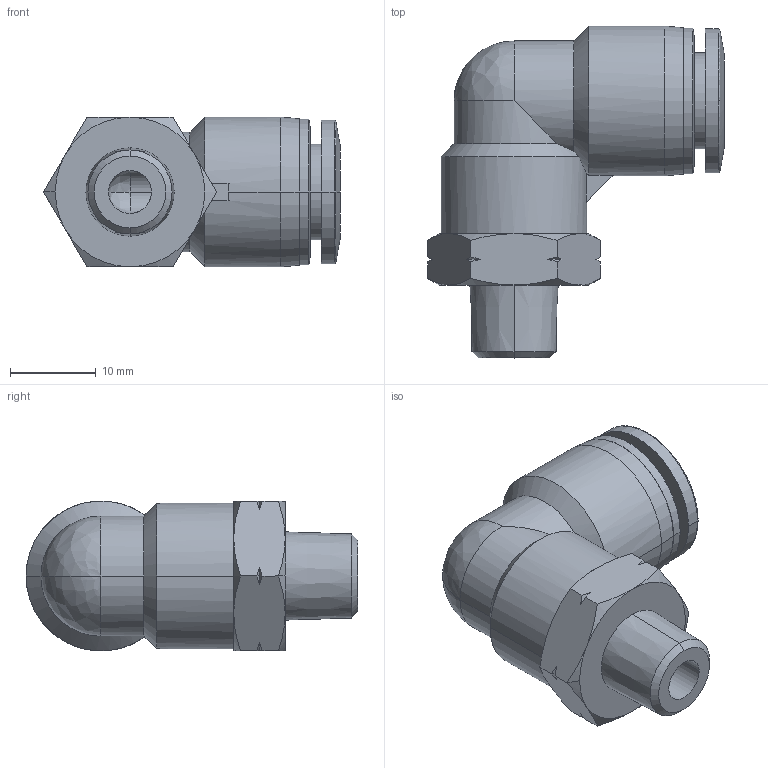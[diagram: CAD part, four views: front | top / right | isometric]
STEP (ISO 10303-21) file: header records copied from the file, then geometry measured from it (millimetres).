
FILE_DESCRIPTION (( 'STEP AP214' ), '1' );
FILE_NAME ('ME38-18N.step', '2016-02-24T20:41:33', ( '' ), ( '' ), 'SwSTEP 2.0', 'SolidWorks 2015', '' );
FILE_SCHEMA (( 'AUTOMOTIVE_DESIGN' ));
Length unit declared in the file: inch
Products named in the file (1): ME38-18N
Bounding box: 34.63 x 38.75 x 17.5 mm (x, y, z)
Volume: 7958.4 mm3; surface area: 4434.5 mm2
Topology: 1 solids, 1 shells, 86 faces, 211 edges, 128 vertices
Faces by surface type: cone 42, cylinder 20, plane 16, bspline 8
Entity records: 3864 total; most frequent: CARTESIAN_POINT 790, ORIENTED_EDGE 414, DIRECTION 392, EDGE_CURVE 207, AXIS2_PLACEMENT_3D 170, VERTEX_POINT 128, EDGE_LOOP 93, CIRCLE 91
